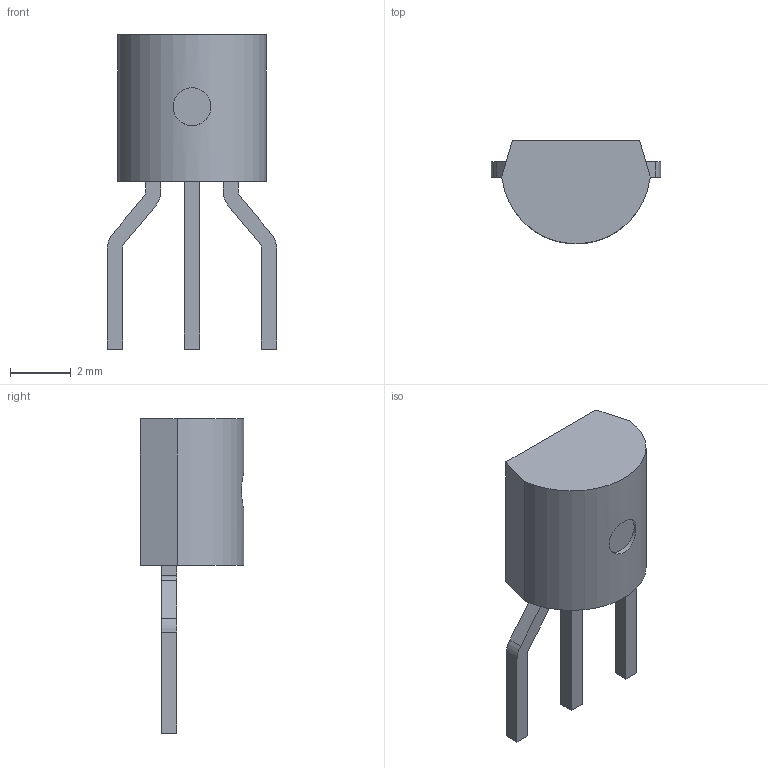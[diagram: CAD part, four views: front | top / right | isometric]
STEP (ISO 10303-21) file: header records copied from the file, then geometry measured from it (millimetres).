
FILE_DESCRIPTION(('FreeCAD Model'),'2;1');
FILE_NAME('TO-92.step', '2016-10-17T21:36:56',('Author'),(''), 'Open CASCADE STEP processor 6.8','FreeCAD','Unknown');
FILE_SCHEMA(('AUTOMOTIVE_DESIGN_CC2 { 1 2 10303 214 -1 1 5 4 }'));
Length unit declared in the file: millimetre
Products named in the file (3): ASSEMBLY; Head; Pins
Assembly tree (2 placements, depth 2):
  ASSEMBLY
    Head
    Pins
Bounding box: 5.59 x 3.42 x 10.37 mm (x, y, z)
Volume: 70.9 mm3; surface area: 132 mm2
Topology: 4 solids, 4 shells, 42 faces, 100 edges, 67 vertices
Faces by surface type: plane 32, cylinder 10
Full cylindrical faces by diameter (mm): 1.25 x1
Entity records: 2851 total; most frequent: CARTESIAN_POINT 746, DIRECTION 377, LINE 240, VECTOR 240, ORIENTED_EDGE 200, PCURVE 200, DEFINITIONAL_REPRESENTATION 200, EDGE_CURVE 100
